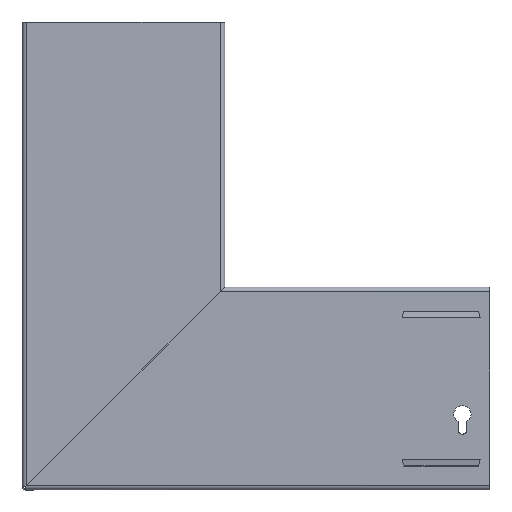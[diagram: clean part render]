
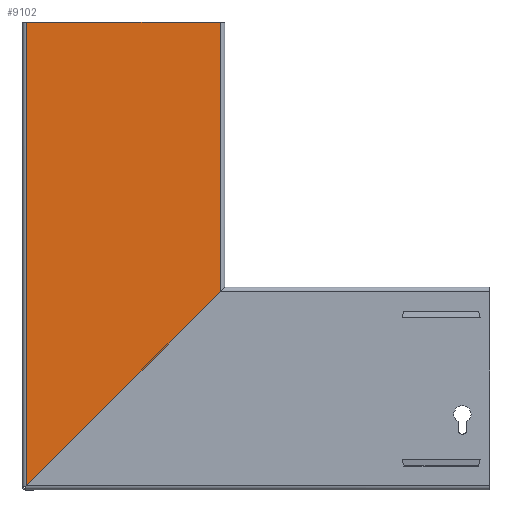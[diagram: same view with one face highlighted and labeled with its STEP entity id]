
A CAD part, left-side view. The second image highlights one B-rep face of the part: STEP entity #9102.
In plain terms, the highlighted planar face has unit normal (-1, 0, 0).
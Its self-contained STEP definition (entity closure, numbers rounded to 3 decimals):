
#282 = VERTEX_POINT ( 'NONE', #8890 ) ;
#338 = ORIENTED_EDGE ( 'NONE', *, *, #3603, .T. ) ;
#865 = DIRECTION ( 'NONE',  ( 0., 0., -1. ) ) ;
#935 = EDGE_CURVE ( 'NONE', #282, #3806, #4994, .T. ) ;
#1168 = DIRECTION ( 'NONE',  ( 0., 0., -1. ) ) ;
#1190 = CARTESIAN_POINT ( 'NONE',  ( 0., -158.45, 212.45 ) ) ;
#1412 = ORIENTED_EDGE ( 'NONE', *, *, #2218, .F. ) ;
#1795 = ORIENTED_EDGE ( 'NONE', *, *, #4686, .F. ) ;
#1906 = DIRECTION ( 'NONE',  ( 0., 0.707, -0.707 ) ) ;
#2156 = LINE ( 'NONE', #1190, #5760 ) ;
#2218 = EDGE_CURVE ( 'NONE', #6930, #3806, #2156, .T. ) ;
#2230 = AXIS2_PLACEMENT_3D ( 'NONE', #7141, #4315, #9328 ) ;
#2615 = CARTESIAN_POINT ( 'NONE',  ( 0., 52., 2.001 ) ) ;
#2682 = LINE ( 'NONE', #3059, #4375 ) ;
#3059 = CARTESIAN_POINT ( 'NONE',  ( 0., -72., 298.9 ) ) ;
#3274 = LINE ( 'NONE', #5902, #4753 ) ;
#3573 = PLANE ( 'NONE',  #2230 ) ;
#3603 = EDGE_CURVE ( 'NONE', #7075, #282, #2682, .T. ) ;
#3806 = VERTEX_POINT ( 'NONE', #2615 ) ;
#4302 = ORIENTED_EDGE ( 'NONE', *, *, #935, .T. ) ;
#4315 = DIRECTION ( 'NONE',  ( -1., 0., 0. ) ) ;
#4375 = VECTOR ( 'NONE', #5918, 1000. ) ;
#4686 = EDGE_CURVE ( 'NONE', #7075, #6930, #3274, .T. ) ;
#4753 = VECTOR ( 'NONE', #865, 1000. ) ;
#4994 = LINE ( 'NONE', #7186, #6901 ) ;
#5760 = VECTOR ( 'NONE', #1906, 1000. ) ;
#5902 = CARTESIAN_POINT ( 'NONE',  ( 0., -72., 298.9 ) ) ;
#5918 = DIRECTION ( 'NONE',  ( 0., 1., 0. ) ) ;
#6047 = CARTESIAN_POINT ( 'NONE',  ( 0., -72., 298.9 ) ) ;
#6594 = CARTESIAN_POINT ( 'NONE',  ( 0., -72., 126.001 ) ) ;
#6901 = VECTOR ( 'NONE', #1168, 1000. ) ;
#6903 = EDGE_LOOP ( 'NONE', ( #4302, #1412, #1795, #338 ) ) ;
#6930 = VERTEX_POINT ( 'NONE', #6594 ) ;
#7075 = VERTEX_POINT ( 'NONE', #6047 ) ;
#7141 = CARTESIAN_POINT ( 'NONE',  ( 0., -72., 298.9 ) ) ;
#7186 = CARTESIAN_POINT ( 'NONE',  ( 0., 52., 298.9 ) ) ;
#7851 = FACE_OUTER_BOUND ( 'NONE', #6903, .T. ) ;
#8890 = CARTESIAN_POINT ( 'NONE',  ( 0., 52., 298.9 ) ) ;
#9102 = ADVANCED_FACE ( 'NONE', ( #7851 ), #3573, .T. ) ;
#9328 = DIRECTION ( 'NONE',  ( 0., 0., 1. ) ) ;
